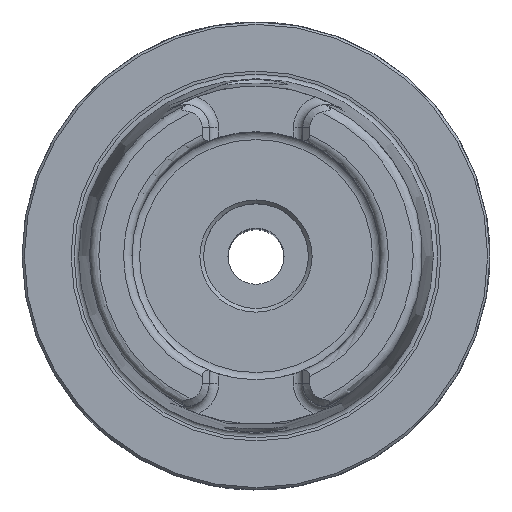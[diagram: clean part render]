
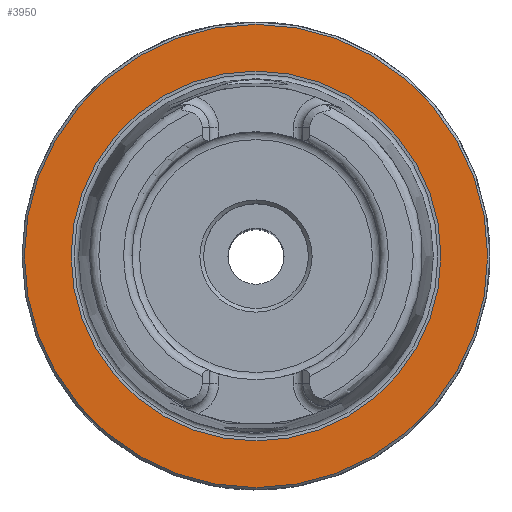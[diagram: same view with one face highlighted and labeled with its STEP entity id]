
A CAD part, top view. The second image highlights one B-rep face of the part: STEP entity #3950.
In plain terms, the highlighted planar face has unit normal (0, 0, 1).
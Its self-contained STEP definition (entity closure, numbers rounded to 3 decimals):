
#393=PLANE('',#4230);
#779=ORIENTED_EDGE('',*,*,#1324,.T.);
#780=ORIENTED_EDGE('',*,*,#1322,.F.);
#1322=EDGE_CURVE('',#1598,#1598,#1769,.T.);
#1324=EDGE_CURVE('',#1600,#1600,#1771,.T.);
#1598=VERTEX_POINT('',#6140);
#1600=VERTEX_POINT('',#6145);
#1769=CIRCLE('',#4228,39.511);
#1771=CIRCLE('',#4231,49.5);
#1972=EDGE_LOOP('',(#779));
#1973=EDGE_LOOP('',(#780));
#2278=FACE_BOUND('',#1972,.T.);
#2279=FACE_BOUND('',#1973,.T.);
#3950=ADVANCED_FACE('',(#2278,#2279),#393,.T.);
#4228=AXIS2_PLACEMENT_3D('',#6139,#4842,#4843);
#4230=AXIS2_PLACEMENT_3D('',#6143,#4846,#4847);
#4231=AXIS2_PLACEMENT_3D('',#6144,#4848,#4849);
#4842=DIRECTION('',(0.,0.,1.));
#4843=DIRECTION('',(1.,0.,0.));
#4846=DIRECTION('',(0.,0.,1.));
#4847=DIRECTION('',(1.,0.,0.));
#4848=DIRECTION('',(0.,0.,1.));
#4849=DIRECTION('',(1.,0.,0.));
#6139=CARTESIAN_POINT('',(0.,0.,0.));
#6140=CARTESIAN_POINT('',(39.511,0.,0.));
#6143=CARTESIAN_POINT('',(49.5,0.,0.));
#6144=CARTESIAN_POINT('',(0.,0.,0.));
#6145=CARTESIAN_POINT('',(49.5,0.,0.));
